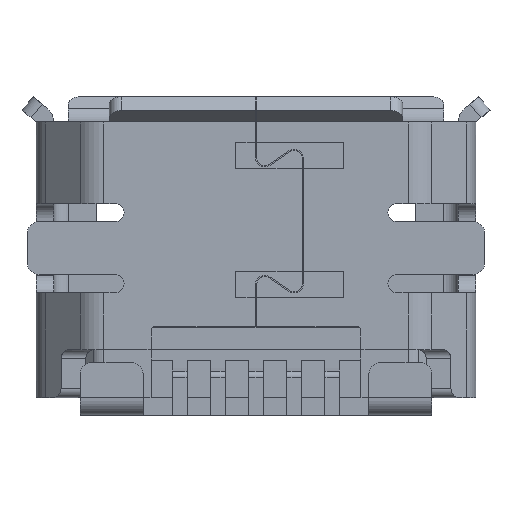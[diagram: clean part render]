
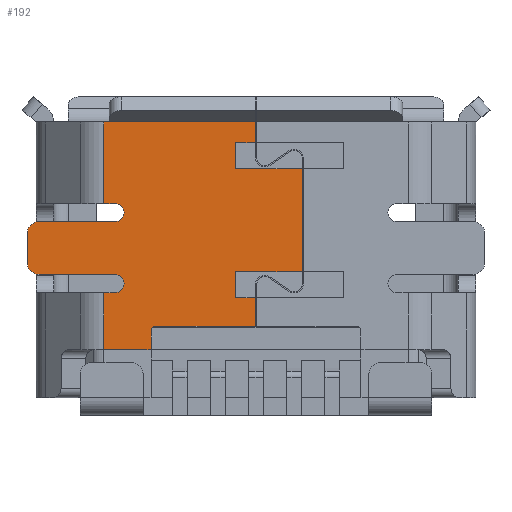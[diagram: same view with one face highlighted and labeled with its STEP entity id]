
A CAD part, front view. The second image highlights one B-rep face of the part: STEP entity #192.
In plain terms, the highlighted planar face has unit normal (0, -1, 0).
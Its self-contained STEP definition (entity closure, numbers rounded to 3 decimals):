
#192=ADVANCED_FACE('',(#753),#754,.T.);
#753=FACE_OUTER_BOUND('',#1575,.T.);
#754=PLANE('',#1576);
#1575=EDGE_LOOP('',(#3549,#3550,#3551,#3552,#3553,#3554,#3555,#3556,#3557,#3558,#3559,#3560,#3561,#3562,#3563,#3564,#3565,#3566,#3567,#3568,#3569,#3570,#3571,#3572,#3573,#3574,#3575,#3576,#3577,#3578));
#1576=AXIS2_PLACEMENT_3D('',#3579,#3580,#3581);
#3549=ORIENTED_EDGE('',*,*,#6338,.F.);
#3550=ORIENTED_EDGE('',*,*,#6339,.F.);
#3551=ORIENTED_EDGE('',*,*,#6340,.T.);
#3552=ORIENTED_EDGE('',*,*,#5715,.F.);
#3553=ORIENTED_EDGE('',*,*,#6335,.F.);
#3554=ORIENTED_EDGE('',*,*,#6325,.T.);
#3555=ORIENTED_EDGE('',*,*,#6341,.F.);
#3556=ORIENTED_EDGE('',*,*,#6342,.F.);
#3557=ORIENTED_EDGE('',*,*,#6343,.T.);
#3558=ORIENTED_EDGE('',*,*,#6344,.T.);
#3559=ORIENTED_EDGE('',*,*,#6345,.T.);
#3560=ORIENTED_EDGE('',*,*,#6346,.T.);
#3561=ORIENTED_EDGE('',*,*,#6347,.T.);
#3562=ORIENTED_EDGE('',*,*,#6348,.T.);
#3563=ORIENTED_EDGE('',*,*,#6349,.T.);
#3564=ORIENTED_EDGE('',*,*,#6350,.F.);
#3565=ORIENTED_EDGE('',*,*,#6351,.F.);
#3566=ORIENTED_EDGE('',*,*,#6313,.F.);
#3567=ORIENTED_EDGE('',*,*,#6336,.F.);
#3568=ORIENTED_EDGE('',*,*,#6352,.T.);
#3569=ORIENTED_EDGE('',*,*,#6353,.T.);
#3570=ORIENTED_EDGE('',*,*,#6354,.F.);
#3571=ORIENTED_EDGE('',*,*,#6355,.F.);
#3572=ORIENTED_EDGE('',*,*,#6356,.F.);
#3573=ORIENTED_EDGE('',*,*,#6357,.F.);
#3574=ORIENTED_EDGE('',*,*,#6358,.F.);
#3575=ORIENTED_EDGE('',*,*,#6359,.F.);
#3576=ORIENTED_EDGE('',*,*,#6360,.F.);
#3577=ORIENTED_EDGE('',*,*,#6361,.F.);
#3578=ORIENTED_EDGE('',*,*,#6362,.F.);
#3579=CARTESIAN_POINT('',(-2.596,-1.225,-2.35));
#3580=DIRECTION('',(0.0,-1.0,0.0));
#3581=DIRECTION('',(0.0,0.0,-1.0));
#5715=EDGE_CURVE('',#6920,#6922,#6923,.T.);
#6313=EDGE_CURVE('',#7957,#7959,#7960,.T.);
#6325=EDGE_CURVE('',#7978,#7976,#7979,.T.);
#6335=EDGE_CURVE('',#7978,#6920,#7994,.T.);
#6336=EDGE_CURVE('',#7995,#7957,#7996,.T.);
#6338=EDGE_CURVE('',#7998,#7999,#8000,.T.);
#6339=EDGE_CURVE('',#8001,#7998,#8002,.T.);
#6340=EDGE_CURVE('',#8001,#6922,#8003,.T.);
#6341=EDGE_CURVE('',#8004,#7976,#8005,.T.);
#6342=EDGE_CURVE('',#8006,#8004,#8007,.T.);
#6343=EDGE_CURVE('',#8006,#8008,#8009,.T.);
#6344=EDGE_CURVE('',#8008,#8010,#8011,.T.);
#6345=EDGE_CURVE('',#8010,#8012,#8013,.T.);
#6346=EDGE_CURVE('',#8012,#8014,#8015,.T.);
#6347=EDGE_CURVE('',#8014,#8016,#8017,.T.);
#6348=EDGE_CURVE('',#8016,#8018,#8019,.T.);
#6349=EDGE_CURVE('',#8018,#8020,#8021,.T.);
#6350=EDGE_CURVE('',#8022,#8020,#8023,.T.);
#6351=EDGE_CURVE('',#7959,#8022,#8024,.T.);
#6352=EDGE_CURVE('',#7995,#8025,#8026,.T.);
#6353=EDGE_CURVE('',#8025,#8027,#8028,.T.);
#6354=EDGE_CURVE('',#8029,#8027,#8030,.T.);
#6355=EDGE_CURVE('',#8031,#8029,#8032,.T.);
#6356=EDGE_CURVE('',#8033,#8031,#8034,.T.);
#6357=EDGE_CURVE('',#8035,#8033,#8036,.T.);
#6358=EDGE_CURVE('',#8037,#8035,#8038,.T.);
#6359=EDGE_CURVE('',#8039,#8037,#8040,.T.);
#6360=EDGE_CURVE('',#8041,#8039,#8042,.T.);
#6361=EDGE_CURVE('',#8043,#8041,#8044,.T.);
#6362=EDGE_CURVE('',#7999,#8043,#8045,.T.);
#6920=VERTEX_POINT('',#8888);
#6922=VERTEX_POINT('',#8890);
#6923=LINE('',#8891,#8892);
#7957=VERTEX_POINT('',#10439);
#7959=VERTEX_POINT('',#10441);
#7960=LINE('',#10442,#10443);
#7976=VERTEX_POINT('',#10477);
#7978=VERTEX_POINT('',#10480);
#7979=LINE('',#10481,#10482);
#7994=LINE('',#10517,#10518);
#7995=VERTEX_POINT('',#10519);
#7996=LINE('',#10520,#10521);
#7998=VERTEX_POINT('',#10523);
#7999=VERTEX_POINT('',#10524);
#8000=LINE('',#10525,#10526);
#8001=VERTEX_POINT('',#10527);
#8002=LINE('',#10528,#10529);
#8003=LINE('',#10530,#10531);
#8004=VERTEX_POINT('',#10532);
#8005=CIRCLE('',#10533,0.15);
#8006=VERTEX_POINT('',#10534);
#8007=LINE('',#10535,#10536);
#8008=VERTEX_POINT('',#10537);
#8009=CIRCLE('',#10538,0.15);
#8010=VERTEX_POINT('',#10539);
#8011=LINE('',#10540,#10541);
#8012=VERTEX_POINT('',#10542);
#8013=CIRCLE('',#10543,0.2);
#8014=VERTEX_POINT('',#10544);
#8015=LINE('',#10545,#10546);
#8016=VERTEX_POINT('',#10547);
#8017=CIRCLE('',#10548,0.2);
#8018=VERTEX_POINT('',#10549);
#8019=LINE('',#10550,#10551);
#8020=VERTEX_POINT('',#10552);
#8021=CIRCLE('',#10553,0.15);
#8022=VERTEX_POINT('',#10554);
#8023=LINE('',#10555,#10556);
#8024=CIRCLE('',#10557,0.15);
#8025=VERTEX_POINT('',#10558);
#8026=LINE('',#10559,#10560);
#8027=VERTEX_POINT('',#10561);
#8028=LINE('',#10562,#10563);
#8029=VERTEX_POINT('',#10564);
#8030=CIRCLE('',#10565,0.08);
#8031=VERTEX_POINT('',#10566);
#8032=LINE('',#10567,#10568);
#8033=VERTEX_POINT('',#10569);
#8034=LINE('',#10570,#10571);
#8035=VERTEX_POINT('',#10572);
#8036=LINE('',#10573,#10574);
#8037=VERTEX_POINT('',#10575);
#8038=LINE('',#10576,#10577);
#8039=VERTEX_POINT('',#10578);
#8040=LINE('',#10579,#10580);
#8041=VERTEX_POINT('',#10581);
#8042=LINE('',#10582,#10583);
#8043=VERTEX_POINT('',#10584);
#8044=LINE('',#10585,#10586);
#8045=LINE('',#10587,#10588);
#8888=CARTESIAN_POINT('',(-2.596,-1.225,2.35));
#8890=CARTESIAN_POINT('',(-2.5,-1.225,2.35));
#8891=CARTESIAN_POINT('',(-2.596,-1.225,2.35));
#8892=VECTOR('',#11867,0.096);
#10439=CARTESIAN_POINT('',(-2.596,-1.225,-0.56));
#10441=CARTESIAN_POINT('',(-2.4,-1.225,-0.56));
#10442=CARTESIAN_POINT('',(-2.596,-1.225,-0.56));
#10443=VECTOR('',#12732,0.196);
#10477=CARTESIAN_POINT('',(-2.4,-1.225,0.96));
#10480=CARTESIAN_POINT('',(-2.596,-1.225,0.96));
#10481=CARTESIAN_POINT('',(-2.596,-1.225,0.96));
#10482=VECTOR('',#12746,0.196);
#10517=CARTESIAN_POINT('',(-2.596,-1.225,0.96));
#10518=VECTOR('',#12756,1.39);
#10519=CARTESIAN_POINT('',(-2.596,-1.225,-1.53));
#10520=CARTESIAN_POINT('',(-2.596,-1.225,-1.53));
#10521=VECTOR('',#12757,0.97);
#10523=CARTESIAN_POINT('',(-0.01,-1.225,2.0));
#10524=CARTESIAN_POINT('',(-0.35,-1.225,2.0));
#10525=CARTESIAN_POINT('',(-0.01,-1.225,2.0));
#10526=VECTOR('',#12761,0.34);
#10527=CARTESIAN_POINT('',(-0.01,-1.225,2.35));
#10528=CARTESIAN_POINT('',(-0.01,-1.225,2.35));
#10529=VECTOR('',#12762,0.35);
#10530=CARTESIAN_POINT('',(-0.01,-1.225,2.35));
#10531=VECTOR('',#12763,2.49);
#10532=CARTESIAN_POINT('',(-2.25,-1.225,0.81));
#10533=AXIS2_PLACEMENT_3D('',#12764,#12765,#12766);
#10534=CARTESIAN_POINT('',(-2.25,-1.225,0.8));
#10535=CARTESIAN_POINT('',(-2.25,-1.225,0.8));
#10536=VECTOR('',#12767,0.01);
#10537=CARTESIAN_POINT('',(-2.4,-1.225,0.65));
#10538=AXIS2_PLACEMENT_3D('',#12768,#12769,#12770);
#10539=CARTESIAN_POINT('',(-3.7,-1.225,0.65));
#10540=CARTESIAN_POINT('',(-2.4,-1.225,0.65));
#10541=VECTOR('',#12771,1.3);
#10542=CARTESIAN_POINT('',(-3.9,-1.225,0.45));
#10543=AXIS2_PLACEMENT_3D('',#12772,#12773,#12774);
#10544=CARTESIAN_POINT('',(-3.9,-1.225,-0.05));
#10545=CARTESIAN_POINT('',(-3.9,-1.225,0.45));
#10546=VECTOR('',#12775,0.5);
#10547=CARTESIAN_POINT('',(-3.7,-1.225,-0.25));
#10548=AXIS2_PLACEMENT_3D('',#12776,#12777,#12778);
#10549=CARTESIAN_POINT('',(-2.4,-1.225,-0.25));
#10550=CARTESIAN_POINT('',(-3.7,-1.225,-0.25));
#10551=VECTOR('',#12779,1.3);
#10552=CARTESIAN_POINT('',(-2.25,-1.225,-0.4));
#10553=AXIS2_PLACEMENT_3D('',#12780,#12781,#12782);
#10554=CARTESIAN_POINT('',(-2.25,-1.225,-0.41));
#10555=CARTESIAN_POINT('',(-2.25,-1.225,-0.41));
#10556=VECTOR('',#12783,0.01);
#10557=AXIS2_PLACEMENT_3D('',#12784,#12785,#12786);
#10558=CARTESIAN_POINT('',(-1.79,-1.225,-1.53));
#10559=CARTESIAN_POINT('',(-2.596,-1.225,-1.53));
#10560=VECTOR('',#12787,0.806);
#10561=CARTESIAN_POINT('',(-1.79,-1.225,-1.21));
#10562=CARTESIAN_POINT('',(-1.79,-1.225,-1.53));
#10563=VECTOR('',#12788,0.32);
#10564=CARTESIAN_POINT('',(-1.71,-1.225,-1.13));
#10565=AXIS2_PLACEMENT_3D('',#12789,#12790,#12791);
#10566=CARTESIAN_POINT('',(-0.01,-1.225,-1.13));
#10567=CARTESIAN_POINT('',(-0.01,-1.225,-1.13));
#10568=VECTOR('',#12792,1.7);
#10569=CARTESIAN_POINT('',(-0.01,-1.225,-0.65));
#10570=CARTESIAN_POINT('',(-0.01,-1.225,-0.65));
#10571=VECTOR('',#12793,0.48);
#10572=CARTESIAN_POINT('',(-0.35,-1.225,-0.65));
#10573=CARTESIAN_POINT('',(-0.35,-1.225,-0.65));
#10574=VECTOR('',#12794,0.34);
#10575=CARTESIAN_POINT('',(-0.35,-1.225,-0.2));
#10576=CARTESIAN_POINT('',(-0.35,-1.225,-0.2));
#10577=VECTOR('',#12795,0.45);
#10578=CARTESIAN_POINT('',(0.79,-1.225,-0.2));
#10579=CARTESIAN_POINT('',(0.79,-1.225,-0.2));
#10580=VECTOR('',#12796,1.14);
#10581=CARTESIAN_POINT('',(0.79,-1.225,1.55));
#10582=CARTESIAN_POINT('',(0.79,-1.225,1.55));
#10583=VECTOR('',#12797,1.75);
#10584=CARTESIAN_POINT('',(-0.35,-1.225,1.55));
#10585=CARTESIAN_POINT('',(-0.35,-1.225,1.55));
#10586=VECTOR('',#12798,1.14);
#10587=CARTESIAN_POINT('',(-0.35,-1.225,2.0));
#10588=VECTOR('',#12799,0.45);
#11867=DIRECTION('',(1.0,0.0,0.0));
#12732=DIRECTION('',(1.0,0.0,0.0));
#12746=DIRECTION('',(1.0,0.0,0.0));
#12756=DIRECTION('',(0.0,0.0,1.0));
#12757=DIRECTION('',(0.0,0.0,1.0));
#12761=DIRECTION('',(-1.0,0.0,0.0));
#12762=DIRECTION('',(0.0,0.0,-1.0));
#12763=DIRECTION('',(-1.0,0.0,0.0));
#12764=CARTESIAN_POINT('',(-2.4,-1.225,0.81));
#12765=DIRECTION('',(0.0,-1.0,0.0));
#12766=DIRECTION('',(1.0,0.0,0.0));
#12767=DIRECTION('',(0.0,0.0,1.0));
#12768=CARTESIAN_POINT('',(-2.4,-1.225,0.8));
#12769=DIRECTION('',(-0.0,1.0,0.0));
#12770=DIRECTION('',(1.0,0.0,0.0));
#12771=DIRECTION('',(-1.0,0.0,0.0));
#12772=CARTESIAN_POINT('',(-3.7,-1.225,0.45));
#12773=DIRECTION('',(0.0,-1.0,0.0));
#12774=DIRECTION('',(0.0,0.0,1.0));
#12775=DIRECTION('',(0.0,0.0,-1.0));
#12776=CARTESIAN_POINT('',(-3.7,-1.225,-0.05));
#12777=DIRECTION('',(0.0,-1.0,0.0));
#12778=DIRECTION('',(-1.0,0.0,0.0));
#12779=DIRECTION('',(1.0,0.0,0.0));
#12780=CARTESIAN_POINT('',(-2.4,-1.225,-0.4));
#12781=DIRECTION('',(0.0,1.0,0.0));
#12782=DIRECTION('',(0.0,0.0,1.0));
#12783=DIRECTION('',(0.0,0.0,1.0));
#12784=CARTESIAN_POINT('',(-2.4,-1.225,-0.41));
#12785=DIRECTION('',(0.0,-1.0,0.0));
#12786=DIRECTION('',(0.0,0.0,-1.0));
#12787=DIRECTION('',(1.0,0.0,0.0));
#12788=DIRECTION('',(0.0,0.0,1.0));
#12789=CARTESIAN_POINT('',(-1.71,-1.225,-1.21));
#12790=DIRECTION('',(0.0,-1.0,0.0));
#12791=DIRECTION('',(0.0,0.0,1.0));
#12792=DIRECTION('',(-1.0,0.0,0.0));
#12793=DIRECTION('',(0.0,0.0,-1.0));
#12794=DIRECTION('',(1.0,0.0,0.0));
#12795=DIRECTION('',(0.0,0.0,-1.0));
#12796=DIRECTION('',(-1.0,0.0,0.0));
#12797=DIRECTION('',(0.0,0.0,-1.0));
#12798=DIRECTION('',(1.0,0.0,0.0));
#12799=DIRECTION('',(0.0,0.0,-1.0));
